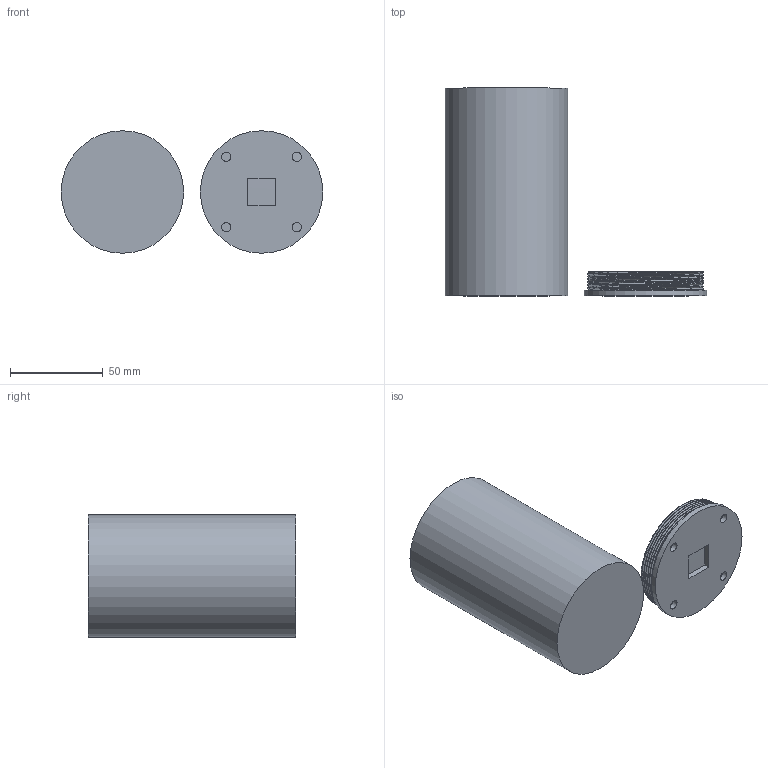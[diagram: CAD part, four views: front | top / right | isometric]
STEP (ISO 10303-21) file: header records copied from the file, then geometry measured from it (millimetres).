
FILE_DESCRIPTION(/* description */ (''),/* implementation_level */ '2;1');
FILE_NAME(/* name */ 'Znicz1 v4.step',/* time_stamp */ '2019-01-13T23:06:02+01:00',/* author */ ('jmczarny'),/* organization */ (''),/* preprocessor_version */ 'ST-DEVELOPER v17.2',/* originating_system */ 'Autodesk Translation Framework v7.6.0.251',/* authorisation */ '');
FILE_SCHEMA (('AUTOMOTIVE_DESIGN { 1 0 10303 214 3 1 1 }'));
Length unit declared in the file: millimetre
Products named in the file (1): Znicz1
Bounding box: 141 x 112 x 66 mm (x, y, z)
Volume: 76034.6 mm3; surface area: 66321.1 mm2
Topology: 2 solids, 2 shells, 62 faces, 156 edges, 102 vertices
Faces by surface type: cylinder 40, plane 18, bspline 4
Full cylindrical faces by diameter (mm): 5 x4, 60 x1, 61.127 x7, 61.526 x7, 62.85 x7, 63.214 x6, 66 x2
Entity records: 5924 total; most frequent: CARTESIAN_POINT 4502, ORIENTED_EDGE 312, DIRECTION 234, EDGE_CURVE 156, VERTEX_POINT 102, AXIS2_PLACEMENT_3D 88, EDGE_LOOP 76, B_SPLINE_CURVE_WITH_KNOTS 69
